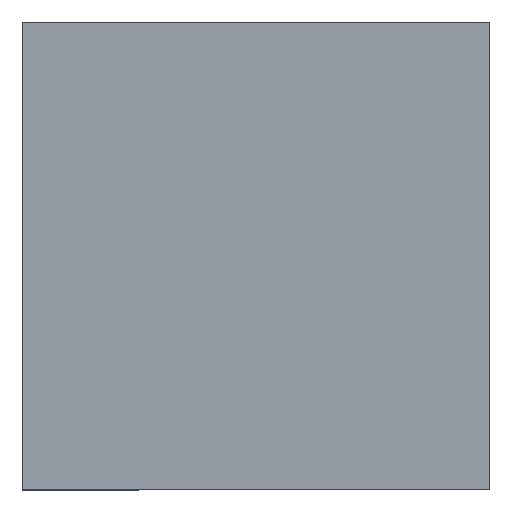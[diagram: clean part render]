
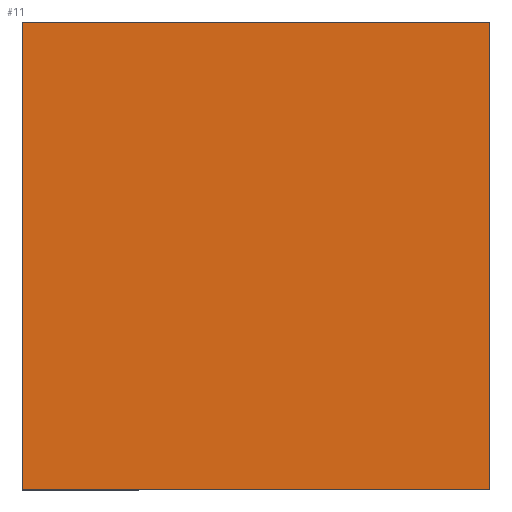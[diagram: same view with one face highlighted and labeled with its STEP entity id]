
A CAD part, top view. The second image highlights one B-rep face of the part: STEP entity #11.
In plain terms, the highlighted planar face has unit normal (0, 0, 1).
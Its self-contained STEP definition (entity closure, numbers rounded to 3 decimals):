
#1 = LINE ( 'NONE', #48, #109 ) ;
#10 = EDGE_CURVE ( 'NONE', #152, #138, #1, .T. ) ;
#11 = ADVANCED_FACE ( 'NONE', ( #153 ), #134, .T. ) ;
#24 = CARTESIAN_POINT ( 'NONE',  ( -38.1, -38.1, 1. ) ) ;
#25 = DIRECTION ( 'NONE',  ( 0., 1., 0. ) ) ;
#27 = VECTOR ( 'NONE', #66, 1000. ) ;
#39 = VECTOR ( 'NONE', #216, 1000. ) ;
#41 = CARTESIAN_POINT ( 'NONE',  ( 38.1, 38.1, 1. ) ) ;
#48 = CARTESIAN_POINT ( 'NONE',  ( -38.1, 38.1, 1. ) ) ;
#55 = DIRECTION ( 'NONE',  ( 1., 0., 0. ) ) ;
#61 = EDGE_CURVE ( 'NONE', #82, #152, #101, .T. ) ;
#66 = DIRECTION ( 'NONE',  ( 1., 0., 0. ) ) ;
#72 = VECTOR ( 'NONE', #25, 1000. ) ;
#78 = AXIS2_PLACEMENT_3D ( 'NONE', #202, #135, #55 ) ;
#82 = VERTEX_POINT ( 'NONE', #41 ) ;
#92 = DIRECTION ( 'NONE',  ( 0., -1., 0. ) ) ;
#99 = ORIENTED_EDGE ( 'NONE', *, *, #10, .T. ) ;
#101 = LINE ( 'NONE', #171, #39 ) ;
#105 = CARTESIAN_POINT ( 'NONE',  ( 38.1, 38.1, 1. ) ) ;
#108 = ORIENTED_EDGE ( 'NONE', *, *, #231, .T. ) ;
#109 = VECTOR ( 'NONE', #92, 1000. ) ;
#113 = EDGE_CURVE ( 'NONE', #138, #223, #132, .T. ) ;
#118 = LINE ( 'NONE', #105, #72 ) ;
#129 = EDGE_LOOP ( 'NONE', ( #99, #131, #108, #233 ) ) ;
#131 = ORIENTED_EDGE ( 'NONE', *, *, #113, .T. ) ;
#132 = LINE ( 'NONE', #157, #27 ) ;
#134 = PLANE ( 'NONE',  #78 ) ;
#135 = DIRECTION ( 'NONE',  ( 0., 0., 1. ) ) ;
#138 = VERTEX_POINT ( 'NONE', #24 ) ;
#152 = VERTEX_POINT ( 'NONE', #225 ) ;
#153 = FACE_OUTER_BOUND ( 'NONE', #129, .T. ) ;
#157 = CARTESIAN_POINT ( 'NONE',  ( -38.1, -38.1, 1. ) ) ;
#171 = CARTESIAN_POINT ( 'NONE',  ( -38.1, 38.1, 1. ) ) ;
#202 = CARTESIAN_POINT ( 'NONE',  ( 0., 0., 1. ) ) ;
#216 = DIRECTION ( 'NONE',  ( -1., 0., 0. ) ) ;
#223 = VERTEX_POINT ( 'NONE', #224 ) ;
#224 = CARTESIAN_POINT ( 'NONE',  ( 38.1, -38.1, 1. ) ) ;
#225 = CARTESIAN_POINT ( 'NONE',  ( -38.1, 38.1, 1. ) ) ;
#231 = EDGE_CURVE ( 'NONE', #223, #82, #118, .T. ) ;
#233 = ORIENTED_EDGE ( 'NONE', *, *, #61, .T. ) ;
